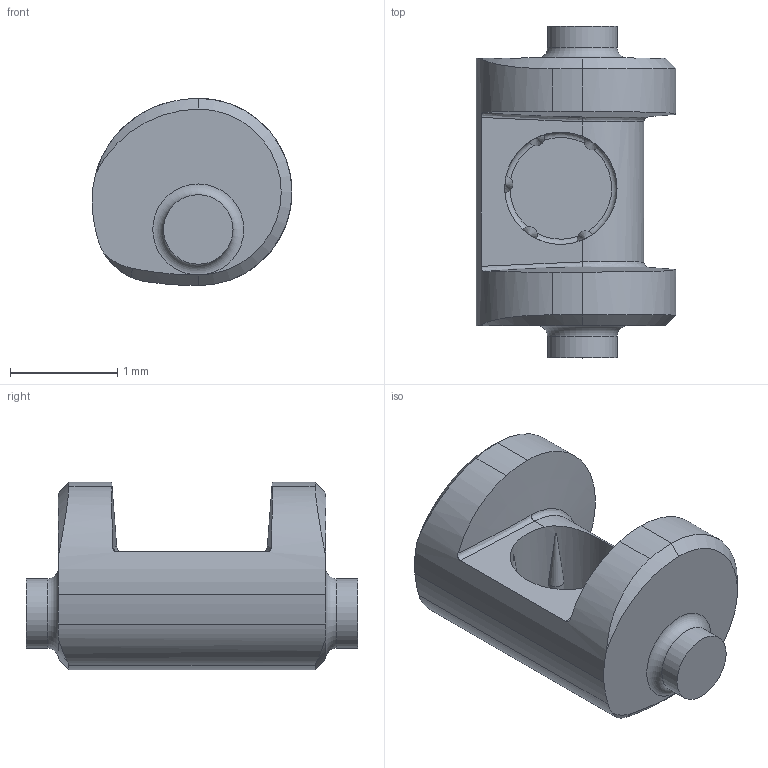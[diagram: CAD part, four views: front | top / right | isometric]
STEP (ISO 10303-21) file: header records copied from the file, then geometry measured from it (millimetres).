
FILE_DESCRIPTION(/* description */ (''),/* implementation_level */ '2;1');
FILE_NAME(/* name */ 'Cam V2.step',/* time_stamp */ '2025-02-18T09:53:35-05:00',/* author */ (''),/* organization */ (''),/* preprocessor_version */ 'ST-DEVELOPER v20',/* originating_system */ 'Autodesk Translation Framework v13.14.0.145',/* authorisation */ '');
FILE_SCHEMA (('AUTOMOTIVE_DESIGN { 1 0 10303 214 3 1 1 }'));
Length unit declared in the file: millimetre
Products named in the file (1): Cam V2
Bounding box: 1.87 x 3.1 x 1.75 mm (x, y, z)
Volume: 4.4 mm3; surface area: 23.1 mm2
Topology: 1 solids, 1 shells, 53 faces, 143 edges, 92 vertices
Faces by surface type: cylinder 16, cone 15, plane 11, torus 7, bspline 4
Full cylindrical faces by diameter (mm): 0.65 x2, 1.05 x1
Entity records: 2113 total; most frequent: CARTESIAN_POINT 788, ORIENTED_EDGE 286, DIRECTION 265, EDGE_CURVE 143, AXIS2_PLACEMENT_3D 118, VERTEX_POINT 92, CIRCLE 68, FACE_OUTER_BOUND 53
